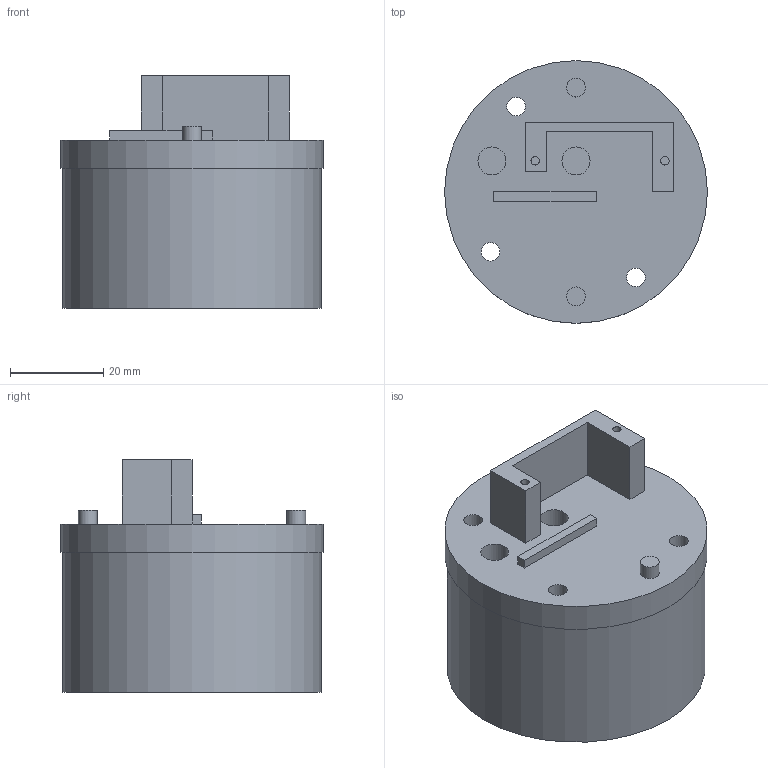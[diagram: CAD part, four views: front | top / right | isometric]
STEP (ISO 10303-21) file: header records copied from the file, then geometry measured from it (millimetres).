
FILE_DESCRIPTION(/* description */ ('STEP AP242','CAx-IF Rec.Pracs.---Representation and Presentation of Product Manufacturing Information (PMI)---4.0---2014-10-13','CAx-IF Rec.Pracs.---3D Tessellated Geometry---0.4---2014-09-14','2;1'),/* implementation_level */ '2;1');
FILE_NAME(/* name */ 'Structure - Part 1',/* time_stamp */ '2024-08-28T07:12:29Z',/* author */ (''),/* organization */ (''),/* preprocessor_version */ 'ST-DEVELOPER v20',/* originating_system */ ' ',/* authorisation */ ' ');
FILE_SCHEMA (('AP242_MANAGED_MODEL_BASED_3D_ENGINEERING_MIM_LF { 1 0 10303 442 1 1 4 }'));
Length unit declared in the file: metre
Products named in the file (1): Part 1
Bounding box: 56.3 x 56.3 x 49.75 mm (x, y, z)
Volume: 24261.7 mm3; surface area: 18445.4 mm2
Topology: 1 solids, 1 shells, 38 faces, 79 edges, 52 vertices
Faces by surface type: plane 25, cylinder 13
Full cylindrical faces by diameter (mm): 1.8 x2, 4 x6, 6 x2, 52.3 x1, 55.3 x1, 56.3 x1
Entity records: 978 total; most frequent: DIRECTION 170, CARTESIAN_POINT 155, ORIENTED_EDGE 130, EDGE_LOOP 68, FACE_BOUND 68, AXIS2_PLACEMENT_3D 66, EDGE_CURVE 65, VERTEX_POINT 51
